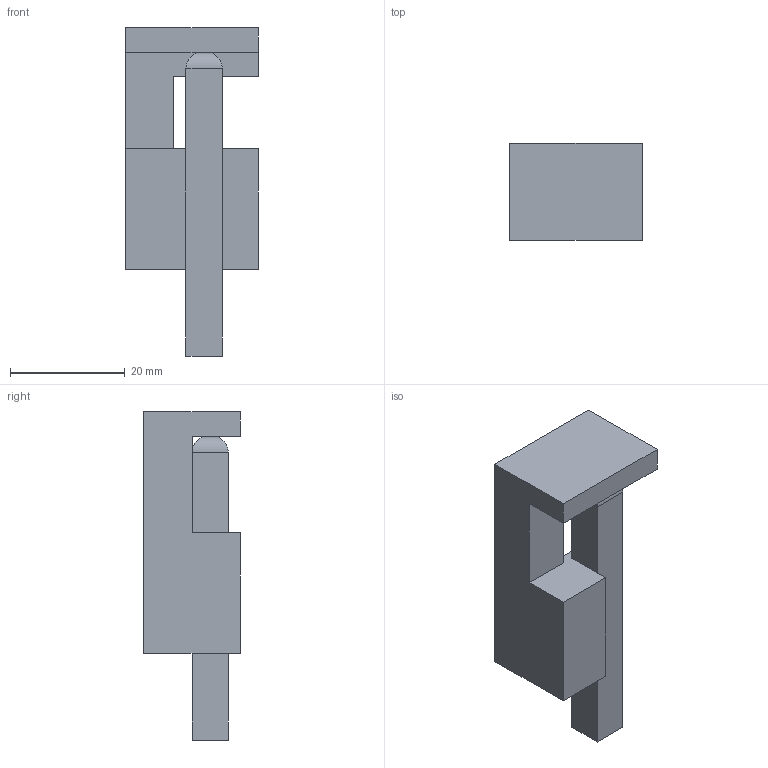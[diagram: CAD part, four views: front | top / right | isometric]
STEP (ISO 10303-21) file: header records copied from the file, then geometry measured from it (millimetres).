
FILE_DESCRIPTION( ( '' ), ' ' );
FILE_NAME( '5a446f8d0e9ab70dcad32a4e.step', '2017-12-28T04:14:05', ( '' ), ( '' ), ' ', ' ', ' ' );
FILE_SCHEMA( ( 'AUTOMOTIVE_DESIGN { 1 0 10303 214 1 1 1 1 }' ) );
Length unit declared in the file: metre
Products named in the file (2): example punch; Signature Jig
Bounding box: 23.13 x 16.82 x 57.13 mm (x, y, z)
Volume: 10768.1 mm3; surface area: 5202.4 mm2
Topology: 2 solids, 2 shells, 27 faces, 64 edges, 41 vertices
Faces by surface type: plane 23, cylinder 4
Entity records: 1004 total; most frequent: CARTESIAN_POINT 134, ORIENTED_EDGE 128, DIRECTION 126, EDGE_CURVE 64, LINE 60, VECTOR 60, VERTEX_POINT 41, AXIS2_PLACEMENT_3D 33
